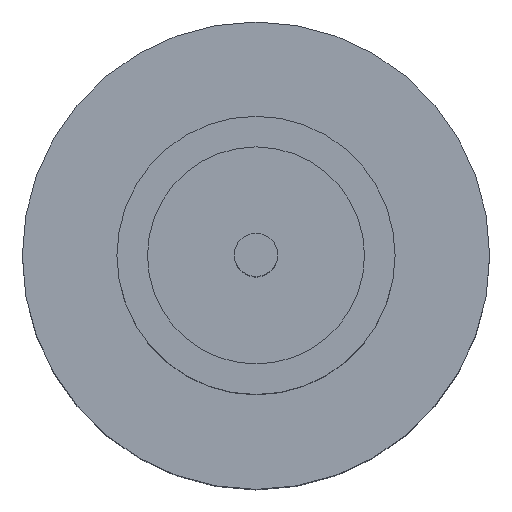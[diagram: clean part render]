
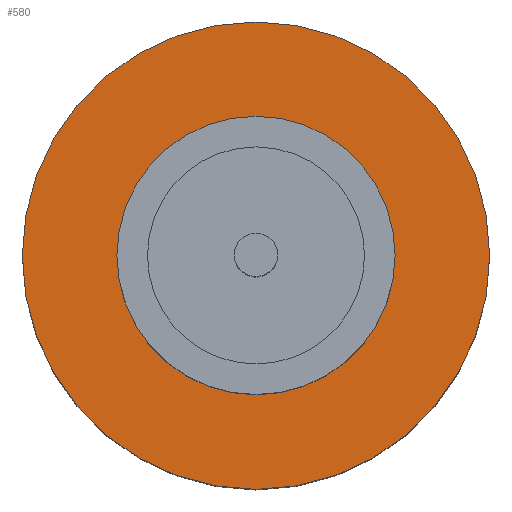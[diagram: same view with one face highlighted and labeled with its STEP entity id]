
A CAD part, top view. The second image highlights one B-rep face of the part: STEP entity #580.
In plain terms, the highlighted planar face has unit normal (0, 0, 1).
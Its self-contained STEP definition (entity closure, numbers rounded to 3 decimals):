
#29 = DIRECTION ( 'NONE',  ( 1., 0., 0. ) ) ;
#35 = CIRCLE ( 'NONE', #386, 2.1 ) ;
#39 = FACE_OUTER_BOUND ( 'NONE', #164, .T. ) ;
#46 = AXIS2_PLACEMENT_3D ( 'NONE', #554, #173, #476 ) ;
#103 = CARTESIAN_POINT ( 'NONE',  ( -1.25, 0., 1.55 ) ) ;
#113 = VERTEX_POINT ( 'NONE', #103 ) ;
#125 = CARTESIAN_POINT ( 'NONE',  ( 1.25, 0., 1.55 ) ) ;
#163 = CARTESIAN_POINT ( 'NONE',  ( 0., 0., 1.55 ) ) ;
#164 = EDGE_LOOP ( 'NONE', ( #316, #607 ) ) ;
#173 = DIRECTION ( 'NONE',  ( 0., 0., 1. ) ) ;
#178 = CARTESIAN_POINT ( 'NONE',  ( 0., 0., 1.55 ) ) ;
#185 = ORIENTED_EDGE ( 'NONE', *, *, #498, .F. ) ;
#190 = EDGE_LOOP ( 'NONE', ( #814, #185 ) ) ;
#191 = DIRECTION ( 'NONE',  ( 1., 0., 0. ) ) ;
#235 = PLANE ( 'NONE',  #592 ) ;
#237 = DIRECTION ( 'NONE',  ( 1., 0., 0. ) ) ;
#313 = DIRECTION ( 'NONE',  ( 0., 0., 1. ) ) ;
#316 = ORIENTED_EDGE ( 'NONE', *, *, #557, .T. ) ;
#386 = AXIS2_PLACEMENT_3D ( 'NONE', #178, #696, #191 ) ;
#388 = DIRECTION ( 'NONE',  ( 0., 0., 1. ) ) ;
#429 = EDGE_CURVE ( 'NONE', #872, #113, #727, .T. ) ;
#445 = CARTESIAN_POINT ( 'NONE',  ( -2.1, 0., 1.55 ) ) ;
#453 = CARTESIAN_POINT ( 'NONE',  ( 2.1, 0., 1.55 ) ) ;
#476 = DIRECTION ( 'NONE',  ( 1., 0., 0. ) ) ;
#498 = EDGE_CURVE ( 'NONE', #113, #872, #649, .T. ) ;
#514 = AXIS2_PLACEMENT_3D ( 'NONE', #163, #686, #237 ) ;
#530 = FACE_BOUND ( 'NONE', #190, .T. ) ;
#554 = CARTESIAN_POINT ( 'NONE',  ( 0., 0., 1.55 ) ) ;
#557 = EDGE_CURVE ( 'NONE', #887, #929, #913, .T. ) ;
#580 = ADVANCED_FACE ( 'NONE', ( #530, #39 ), #235, .T. ) ;
#592 = AXIS2_PLACEMENT_3D ( 'NONE', #755, #313, #29 ) ;
#607 = ORIENTED_EDGE ( 'NONE', *, *, #687, .T. ) ;
#649 = CIRCLE ( 'NONE', #514, 1.25 ) ;
#665 = CARTESIAN_POINT ( 'NONE',  ( 0., 0., 1.55 ) ) ;
#686 = DIRECTION ( 'NONE',  ( 0., 0., 1. ) ) ;
#687 = EDGE_CURVE ( 'NONE', #929, #887, #35, .T. ) ;
#696 = DIRECTION ( 'NONE',  ( 0., 0., 1. ) ) ;
#727 = CIRCLE ( 'NONE', #771, 1.25 ) ;
#755 = CARTESIAN_POINT ( 'NONE',  ( 0., 0., 1.55 ) ) ;
#771 = AXIS2_PLACEMENT_3D ( 'NONE', #665, #388, #877 ) ;
#814 = ORIENTED_EDGE ( 'NONE', *, *, #429, .F. ) ;
#872 = VERTEX_POINT ( 'NONE', #125 ) ;
#877 = DIRECTION ( 'NONE',  ( 1., 0., 0. ) ) ;
#887 = VERTEX_POINT ( 'NONE', #445 ) ;
#913 = CIRCLE ( 'NONE', #46, 2.1 ) ;
#929 = VERTEX_POINT ( 'NONE', #453 ) ;
